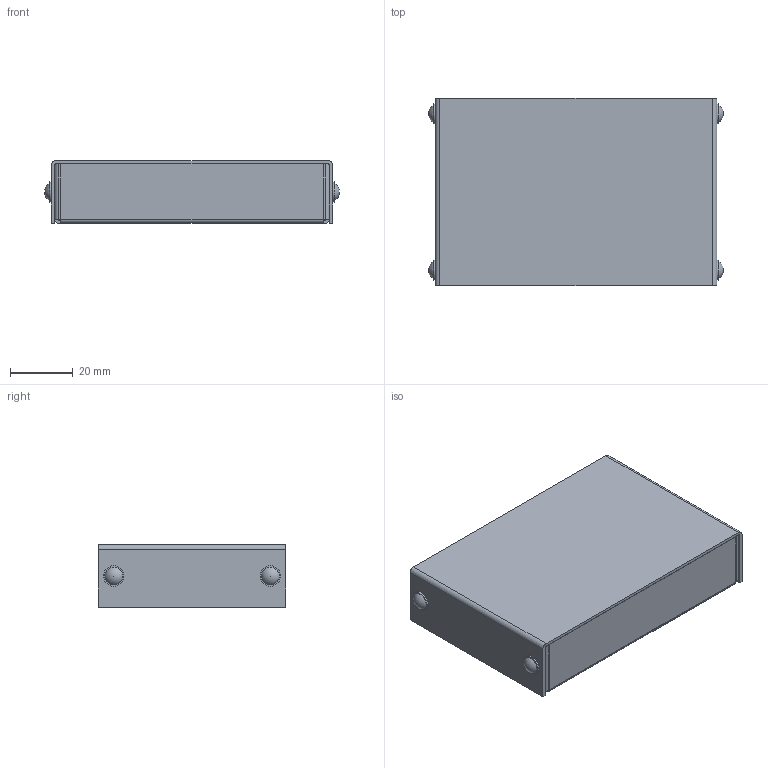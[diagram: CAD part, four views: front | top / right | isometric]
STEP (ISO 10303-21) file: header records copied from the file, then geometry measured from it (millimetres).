
FILE_DESCRIPTION(('Open CASCADE Model'),'2;1');
FILE_NAME('Open CASCADE Shape Model','2025-07-25T07:00:45',('Author'),( 'Open CASCADE'),'Open CASCADE STEP processor 7.7','Open CASCADE 7.7' ,'Unknown');
FILE_SCHEMA(('AUTOMOTIVE_DESIGN { 1 0 10303 214 1 1 1 1 }'));
Length unit declared in the file: millimetre
Products named in the file (7): YM9-2-6; cover; cover_part; base; base_part; screws; screws_part
Assembly tree (6 placements, depth 3):
  YM9-2-6
    cover
      cover_part
    base
      base_part
    screws
      screws_part
Bounding box: 94.2 x 60 x 20 mm (x, y, z)
Volume: 25279 mm3; surface area: 52313.9 mm2
Topology: 13 solids, 13 shells, 122 faces, 284 edges, 188 vertices
Faces by surface type: plane 74, cylinder 40, sphere 4, cone 4
Full cylindrical faces by diameter (mm): 2.47 x4, 2.6 x8, 2.8 x4, 6.5 x4
Entity records: 7537 total; most frequent: CARTESIAN_POINT 1489, DIRECTION 1148, LINE 616, VECTOR 616, ORIENTED_EDGE 560, PCURVE 560, DEFINITIONAL_REPRESENTATION 560, EDGE_CURVE 280
